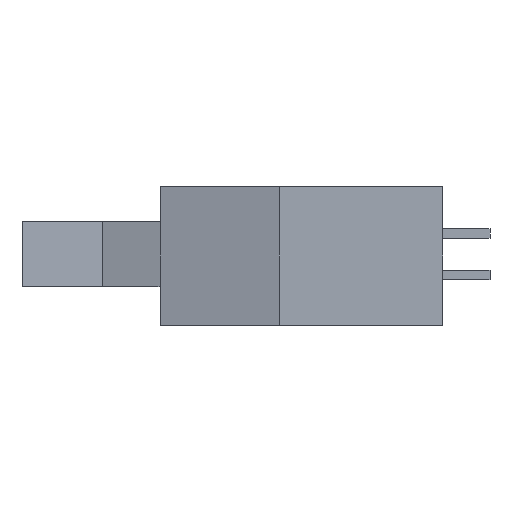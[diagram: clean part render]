
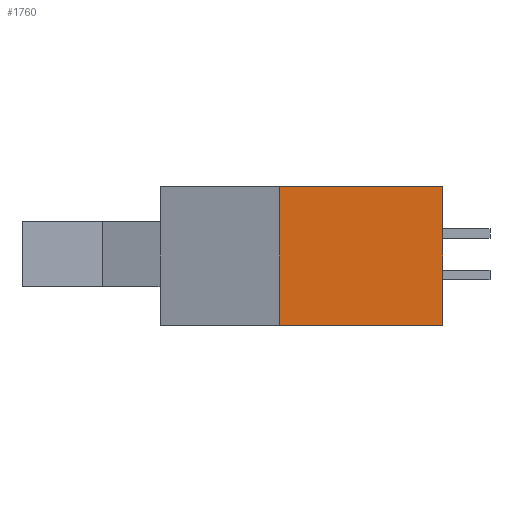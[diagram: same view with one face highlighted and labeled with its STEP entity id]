
A CAD part, left-side view. The second image highlights one B-rep face of the part: STEP entity #1760.
In plain terms, the highlighted planar face has unit normal (-1, 0, 0).
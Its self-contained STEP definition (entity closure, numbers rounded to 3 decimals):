
#1760=ADVANCED_FACE('',(#2372),#2068,.T.);
#2068=PLANE('',#7511);
#2372=FACE_OUTER_BOUND('',#2674,.T.);
#2674=EDGE_LOOP('',(#3746,#3747,#3748,#3749));
#3746=ORIENTED_EDGE('',*,*,#5496,.T.);
#3747=ORIENTED_EDGE('',*,*,#5497,.T.);
#3748=ORIENTED_EDGE('',*,*,#5498,.T.);
#3749=ORIENTED_EDGE('',*,*,#5493,.F.);
#4783=VERTEX_POINT('',#10228);
#4784=VERTEX_POINT('',#10230);
#4786=VERTEX_POINT('',#10236);
#4787=VERTEX_POINT('',#10238);
#5493=EDGE_CURVE('',#4783,#4784,#6282,.T.);
#5496=EDGE_CURVE('',#4783,#4786,#6285,.T.);
#5497=EDGE_CURVE('',#4786,#4787,#6286,.T.);
#5498=EDGE_CURVE('',#4787,#4784,#6287,.T.);
#6282=LINE('',#10229,#7063);
#6285=LINE('',#10235,#7066);
#6286=LINE('',#10237,#7067);
#6287=LINE('',#10239,#7068);
#7063=VECTOR('',#8643,1.);
#7066=VECTOR('',#8648,1.);
#7067=VECTOR('',#8649,1.);
#7068=VECTOR('',#8650,1.);
#7511=AXIS2_PLACEMENT_3D('',#10240,#8651,#8652);
#8643=DIRECTION('',(0.,0.,1.));
#8648=DIRECTION('',(0.,-1.,0.));
#8649=DIRECTION('',(0.,0.,1.));
#8650=DIRECTION('',(0.,1.,0.));
#8651=DIRECTION('',(-1.,0.,0.));
#8652=DIRECTION('',(0.,-1.,0.));
#10228=CARTESIAN_POINT('',(-31.573,12.59,-0.105));
#10229=CARTESIAN_POINT('',(-31.573,12.59,0.));
#10230=CARTESIAN_POINT('',(-31.573,12.59,8.395));
#10235=CARTESIAN_POINT('',(-31.573,12.59,-0.105));
#10236=CARTESIAN_POINT('',(-31.573,2.59,-0.105));
#10237=CARTESIAN_POINT('',(-31.573,2.59,0.));
#10238=CARTESIAN_POINT('',(-31.573,2.59,8.395));
#10239=CARTESIAN_POINT('',(-31.573,2.59,8.395));
#10240=CARTESIAN_POINT('',(-31.573,12.59,0.));
